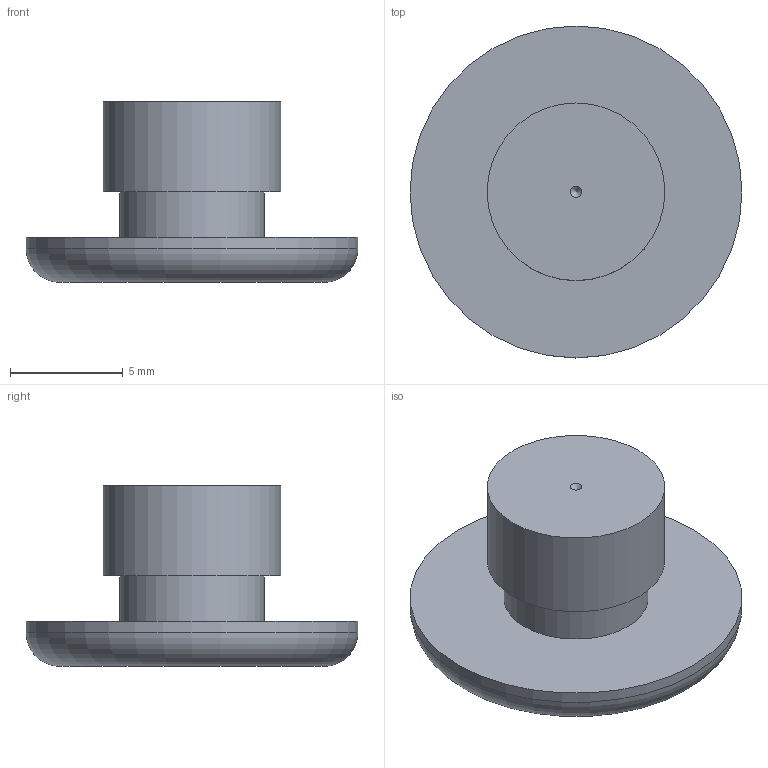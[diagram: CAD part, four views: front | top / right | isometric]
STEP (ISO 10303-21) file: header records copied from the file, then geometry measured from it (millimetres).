
FILE_DESCRIPTION(/* description */ ('PIECE-HABILL-AIGUILLE'),/* implementation_level */ '2;1');
FILE_NAME(/* name */ 'HAB.0012 BOUCHON CENTRE v31.step',/* time_stamp */ '2022-08-17T08:07:34+02:00',/* author */ (''),/* organization */ (''),/* preprocessor_version */ 'ST-DEVELOPER v19',/* originating_system */ 'Autodesk Translation Framework v11.7.0.108',/* authorisation */ '');
FILE_SCHEMA (('AUTOMOTIVE_DESIGN { 1 0 10303 214 3 1 1 }'));
Length unit declared in the file: millimetre
Products named in the file (1): HAB.0012 BOUCHON CENTRE
Bounding box: 14.7 x 14.7 x 8 mm (x, y, z)
Volume: 576.9 mm3; surface area: 573.1 mm2
Topology: 1 solids, 1 shells, 9 faces, 15 edges, 10 vertices
Faces by surface type: plane 4, cylinder 3, torus 1, cone 1
Full cylindrical faces by diameter (mm): 6.4 x1, 7.866 x1, 14.7 x1
Entity records: 254 total; most frequent: DIRECTION 44, CARTESIAN_POINT 34, ORIENTED_EDGE 28, AXIS2_PLACEMENT_3D 20, EDGE_CURVE 14, EDGE_LOOP 12, CIRCLE 10, VERTEX_POINT 10
